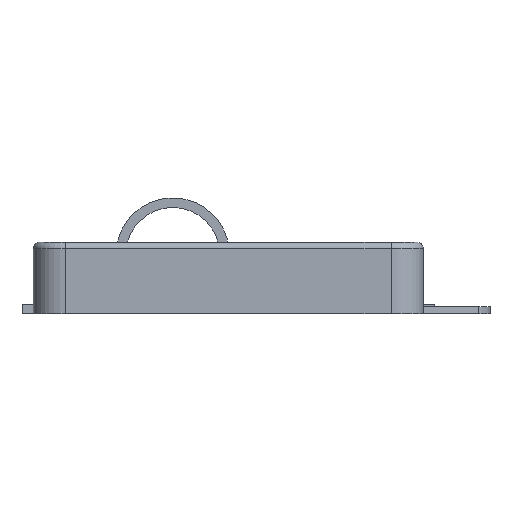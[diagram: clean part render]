
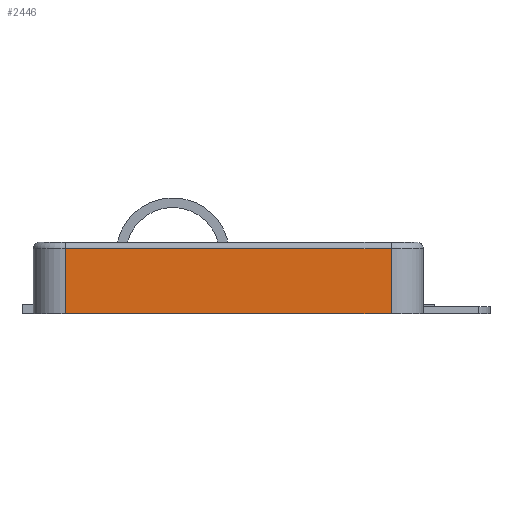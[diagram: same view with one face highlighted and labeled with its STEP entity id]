
A CAD part, front view. The second image highlights one B-rep face of the part: STEP entity #2446.
In plain terms, the highlighted planar face has unit normal (0, -1, 0).
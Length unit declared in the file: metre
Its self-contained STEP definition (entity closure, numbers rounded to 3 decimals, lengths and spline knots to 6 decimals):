
#424=ORIENTED_EDGE('',*,*,#1034,.F.);
#425=ORIENTED_EDGE('',*,*,#1035,.T.);
#426=ORIENTED_EDGE('',*,*,#1032,.T.);
#427=ORIENTED_EDGE('',*,*,#913,.T.);
#913=EDGE_CURVE('',#1270,#1269,#1493,.T.);
#1032=EDGE_CURVE('',#1342,#1270,#1600,.T.);
#1034=EDGE_CURVE('',#1343,#1269,#1601,.T.);
#1035=EDGE_CURVE('',#1343,#1342,#1602,.F.);
#1269=VERTEX_POINT('',#3587);
#1270=VERTEX_POINT('',#3589);
#1342=VERTEX_POINT('',#3821);
#1343=VERTEX_POINT('',#3825);
#1493=LINE('',#3588,#1804);
#1600=LINE('',#3820,#1911);
#1601=LINE('',#3824,#1912);
#1602=LINE('',#3826,#1913);
#1804=VECTOR('',#2852,1.);
#1911=VECTOR('',#3065,1.);
#1912=VECTOR('',#3070,1.);
#1913=VECTOR('',#3071,1.);
#2087=EDGE_LOOP('',(#424,#425,#426,#427));
#2220=FACE_BOUND('',#2087,.T.);
#2337=PLANE('',#2615);
#2446=ADVANCED_FACE('',(#2220),#2337,.F.);
#2615=AXIS2_PLACEMENT_3D('',#3823,#3068,#3069);
#2852=DIRECTION('',(1.,0.,0.));
#3065=DIRECTION('',(0.,0.,-1.));
#3068=DIRECTION('',(0.,1.,0.));
#3069=DIRECTION('',(0.,0.,1.));
#3070=DIRECTION('',(0.,0.,-1.));
#3071=DIRECTION('',(1.,0.,0.));
#3587=CARTESIAN_POINT('',(0.025231,-0.042693,0.));
#3588=CARTESIAN_POINT('',(0.,-0.042693,0.));
#3589=CARTESIAN_POINT('',(-0.025231,-0.042693,0.));
#3820=CARTESIAN_POINT('',(-0.025231,-0.042693,0.0011));
#3821=CARTESIAN_POINT('',(-0.025231,-0.042693,0.0101));
#3823=CARTESIAN_POINT('',(0.,-0.042693,0.0011));
#3824=CARTESIAN_POINT('',(0.025231,-0.042693,0.0011));
#3825=CARTESIAN_POINT('',(0.025231,-0.042693,0.0101));
#3826=CARTESIAN_POINT('',(-0.025231,-0.042693,0.0101));
